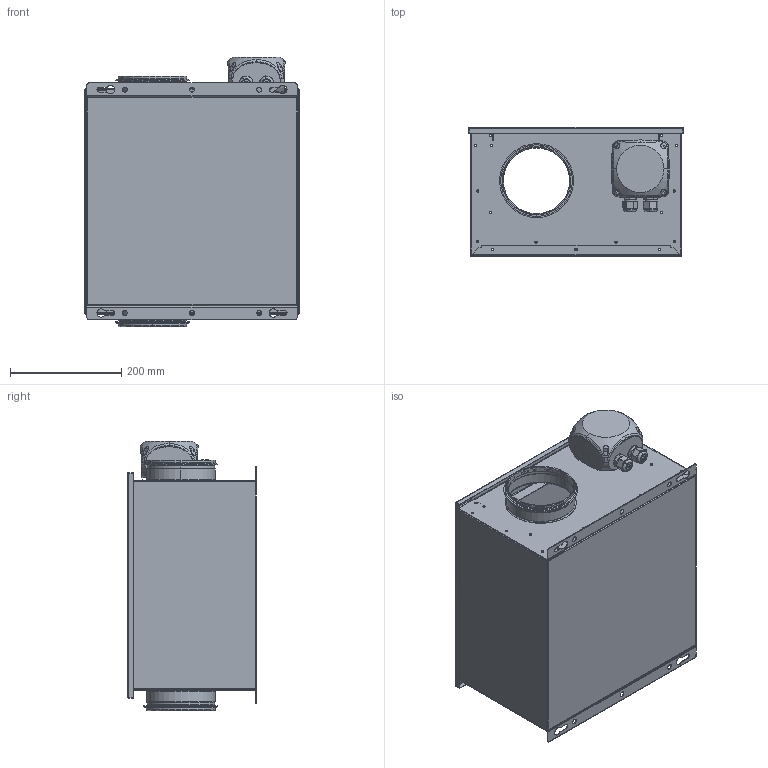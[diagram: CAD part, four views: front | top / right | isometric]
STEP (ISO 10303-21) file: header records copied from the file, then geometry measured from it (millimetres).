
FILE_DESCRIPTION (( 'STEP AP203' ), '1' );
FILE_NAME ('165180_01_ISOR125ECK01_step.step', '2023-03-17T09:15:02', ( '' ), ( '' ), 'SwSTEP 2.0', 'SolidWorks 2021', '' );
FILE_SCHEMA (( 'CONFIG_CONTROL_DESIGN' ));
Products named in the file (1): 165180_01_ISOR125ECK01_step
Bounding box: 386 x 231.8 x 484.5 mm (x, y, z)
Surface area: 1514590.3 mm2 (no closed solid volume)
Topology: 0 solids, 55 shells, 594 faces, 1793 edges, 1235 vertices
Faces by surface type: cylinder 281, plane 172, torus 56, bspline 51, cone 34
Entity records: 129559 total; most frequent: CARTESIAN_POINT 113433, DIRECTION 3402, ORIENTED_EDGE 2948, EDGE_CURVE 1793, AXIS2_PLACEMENT_3D 1296, VERTEX_POINT 1235, VECTOR 810, LINE 810
